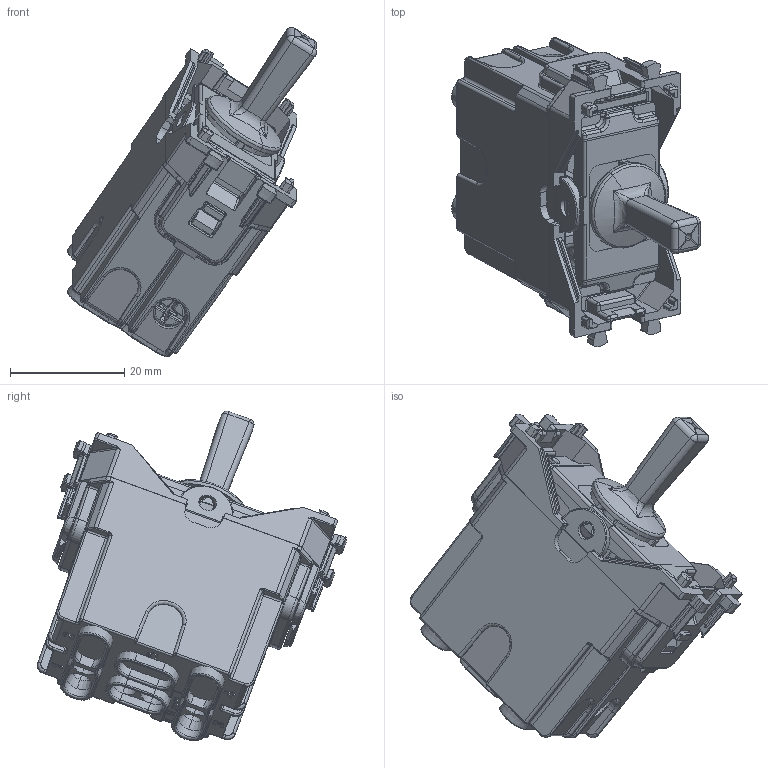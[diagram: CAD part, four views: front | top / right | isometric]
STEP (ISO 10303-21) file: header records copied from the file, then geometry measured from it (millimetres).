
FILE_DESCRIPTION(('CATIA V5 STEP Exchange'),'2;1');
FILE_NAME('444053GTK.stp','2024-06-11T09:10:47+00:00',('none'),('none'),'CATIA Version 5-6 Release 2016 SP6','CATIA V5 STEP AP203','none');
FILE_SCHEMA(('CONFIG_CONTROL_DESIGN'));
Products named in the file (3): 444053GTK; AS2225; AS2224
Assembly tree (13 placements, depth 3):
  444053GTK
    #57
    #57816
    #77714
    #80434
    AS2225
      #123239
      #125889
      #126882
    AS2224  x2
      #128816
      #125889
      #126882
Bounding box: 43.52 x 54.13 x 57.68 mm (x, y, z)
Volume: 15895.6 mm3; surface area: 25527.6 mm2
Topology: 15 solids, 15 shells, 3579 faces, 9411 edges, 5718 vertices
Faces by surface type: plane 1485, cylinder 1163, bspline 471, cone 195, torus 127, sphere 118, extrusion 12, revolution 8
Entity records: 130164 total; most frequent: CARTESIAN_POINT 59190, ORIENTED_EDGE 17310, DIRECTION 10067, EDGE_CURVE 8655, VERTEX_POINT 5333, VECTOR 4208, LINE 4196, AXIS2_PLACEMENT_3D 3577
